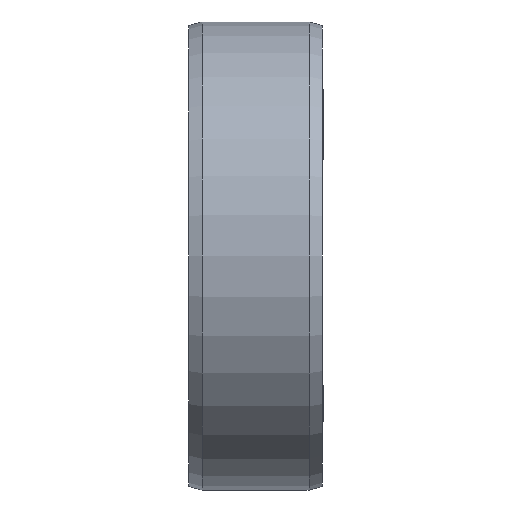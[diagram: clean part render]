
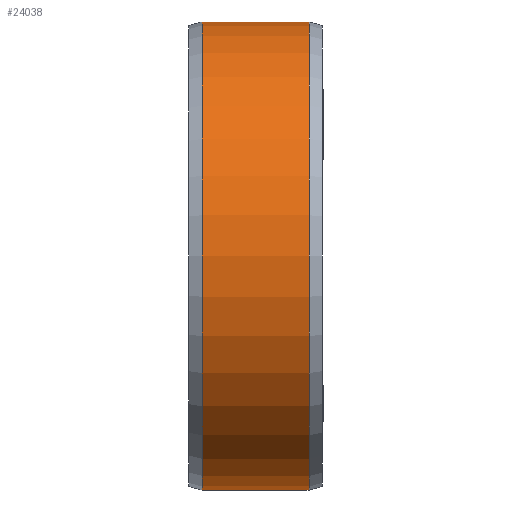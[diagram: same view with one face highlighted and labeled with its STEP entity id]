
A CAD part, left-side view. The second image highlights one B-rep face of the part: STEP entity #24038.
In plain terms, the highlighted cylindrical face has radius 17.5 mm (diameter 35 mm), a partial arc.
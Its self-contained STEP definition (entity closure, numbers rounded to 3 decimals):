
#23314=CARTESIAN_POINT('',(0.,-4.,0.));
#23315=DIRECTION('',(0.,1.,0.));
#23316=DIRECTION('',(0.,0.,-1.));
#23317=AXIS2_PLACEMENT_3D('',#23314,#23315,#23316);
#23322=DIRECTION('',(0.,1.,0.));
#23323=VECTOR('',#23322,8.);
#23324=CARTESIAN_POINT('',(0.,-4.,-17.5));
#23325=LINE('',#23324,#23323);
#23337=DIRECTION('',(0.,1.,0.));
#23338=VECTOR('',#23337,8.);
#23339=CARTESIAN_POINT('',(0.,-4.,17.5));
#23340=LINE('',#23339,#23338);
#23366=CARTESIAN_POINT('',(0.,4.,0.));
#23367=DIRECTION('',(0.,1.,0.));
#23368=DIRECTION('',(0.,0.,-1.));
#23369=AXIS2_PLACEMENT_3D('',#23366,#23367,#23368);
#23675=CARTESIAN_POINT('',(0.,-4.,-17.5));
#23677=VERTEX_POINT('',#23675);
#23678=CARTESIAN_POINT('',(0.,4.,-17.5));
#23679=VERTEX_POINT('',#23678);
#23719=CARTESIAN_POINT('',(0.,-4.,17.5));
#23721=VERTEX_POINT('',#23719);
#23722=CARTESIAN_POINT('',(0.,4.,17.5));
#23723=VERTEX_POINT('',#23722);
#24024=CARTESIAN_POINT('',(0.,-5.5,0.));
#24025=DIRECTION('',(0.,1.,0.));
#24026=DIRECTION('',(0.,0.,-1.));
#24027=AXIS2_PLACEMENT_3D('',#24024,#24025,#24026);
#24028=CYLINDRICAL_SURFACE('',#24027,17.5);
#24030=ORIENTED_EDGE('',*,*,#24029,.T.);
#24032=ORIENTED_EDGE('',*,*,#24031,.T.);
#24034=ORIENTED_EDGE('',*,*,#24033,.F.);
#24035=ORIENTED_EDGE('',*,*,#24017,.F.);
#24036=EDGE_LOOP('',(#24030,#24032,#24034,#24035));
#24037=FACE_OUTER_BOUND('',#24036,.F.);
#23318=CIRCLE('',#23317,17.5);
#23370=CIRCLE('',#23369,17.5);
#24017=EDGE_CURVE('',#23677,#23721,#23318,.T.);
#24029=EDGE_CURVE('',#23677,#23679,#23325,.T.);
#24031=EDGE_CURVE('',#23679,#23723,#23370,.T.);
#24033=EDGE_CURVE('',#23721,#23723,#23340,.T.);
#24038=ADVANCED_FACE('',(#24037),#24028,.T.);
